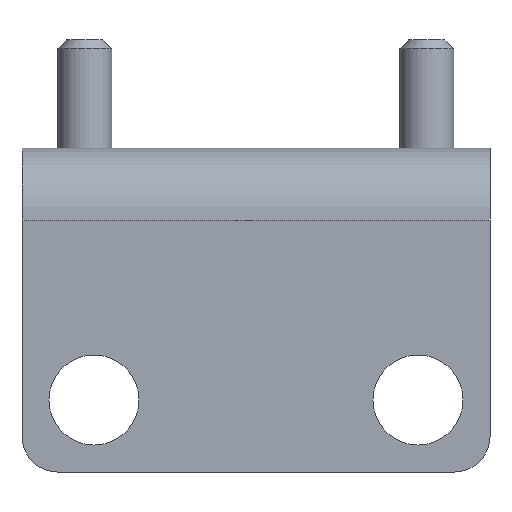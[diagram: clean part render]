
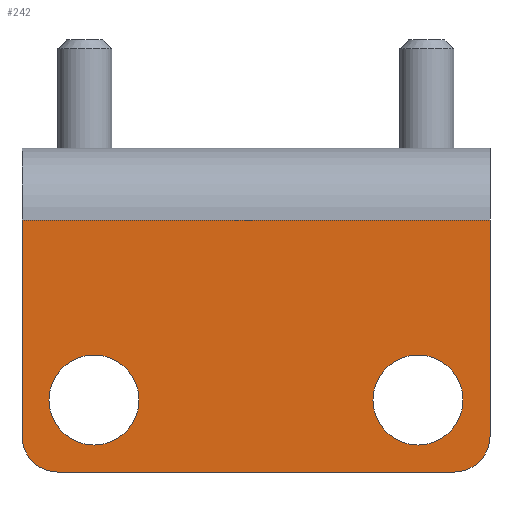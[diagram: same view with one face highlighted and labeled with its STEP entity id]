
A CAD part, front view. The second image highlights one B-rep face of the part: STEP entity #242.
In plain terms, the highlighted planar face has unit normal (0, -1, 0).
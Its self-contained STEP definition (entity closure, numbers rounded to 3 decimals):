
#123=CARTESIAN_POINT('',(26.,0.0,-32.0));
#124=VERTEX_POINT('',#123);
#131=CARTESIAN_POINT('',(22.,0.,-36.0));
#132=VERTEX_POINT('',#131);
#133=CARTESIAN_POINT('',(22.,0.,-32.0));
#134=DIRECTION('',(0.0,1.0,0.0));
#135=DIRECTION('',(0.707,0.0,-0.707));
#136=AXIS2_PLACEMENT_3D('',#133,#134,#135);
#137=CIRCLE('',#136,4.0);
#138=EDGE_CURVE('',#124,#132,#137,.T.);
#155=CARTESIAN_POINT('',(-22.0,0.,-36.0));
#156=VERTEX_POINT('',#155);
#157=CARTESIAN_POINT('',(-22.0,0.,-36.0));
#158=DIRECTION('',(1.0,0.0,0.0));
#159=VECTOR('',#158,44.);
#160=LINE('',#157,#159);
#161=EDGE_CURVE('',#156,#132,#160,.T.);
#180=CARTESIAN_POINT('',(-26.,0.,0.0));
#181=DIRECTION('',(0.0,-1.0,0.0));
#182=DIRECTION('',(0.0,0.0,-1.0));
#183=AXIS2_PLACEMENT_3D('',#180,#181,#182);
#184=PLANE('',#183);
#185=ORIENTED_EDGE('',*,*,#138,.F.);
#186=CARTESIAN_POINT('',(26.,0.0,-8.0));
#187=VERTEX_POINT('',#186);
#188=CARTESIAN_POINT('',(26.,0.0,-8.0));
#189=DIRECTION('',(0.0,0.0,-1.0));
#190=VECTOR('',#189,24.0);
#191=LINE('',#188,#190);
#192=EDGE_CURVE('',#187,#124,#191,.T.);
#193=ORIENTED_EDGE('',*,*,#192,.F.);
#194=CARTESIAN_POINT('',(-26.,0.,-8.0));
#195=VERTEX_POINT('',#194);
#196=CARTESIAN_POINT('',(-26.,0.,-8.0));
#197=DIRECTION('',(1.0,0.0,0.0));
#198=VECTOR('',#197,52.0);
#199=LINE('',#196,#198);
#200=EDGE_CURVE('',#195,#187,#199,.T.);
#201=ORIENTED_EDGE('',*,*,#200,.F.);
#202=CARTESIAN_POINT('',(-26.,0.,-32.0));
#203=VERTEX_POINT('',#202);
#204=CARTESIAN_POINT('',(-26.,0.,-8.0));
#205=DIRECTION('',(0.0,0.0,-1.0));
#206=VECTOR('',#205,24.0);
#207=LINE('',#204,#206);
#208=EDGE_CURVE('',#195,#203,#207,.T.);
#209=ORIENTED_EDGE('',*,*,#208,.T.);
#210=CARTESIAN_POINT('',(-22.,0.,-32.0));
#211=DIRECTION('',(0.0,1.0,0.0));
#212=DIRECTION('',(-0.707,0.0,-0.707));
#213=AXIS2_PLACEMENT_3D('',#210,#211,#212);
#214=CIRCLE('',#213,4.0);
#215=EDGE_CURVE('',#156,#203,#214,.T.);
#216=ORIENTED_EDGE('',*,*,#215,.F.);
#217=ORIENTED_EDGE('',*,*,#161,.T.);
#218=EDGE_LOOP('',(#185,#193,#201,#209,#216,#217));
#219=FACE_OUTER_BOUND('',#218,.T.);
#220=CARTESIAN_POINT('',(23.0,0.,-28.));
#221=VERTEX_POINT('',#220);
#222=CARTESIAN_POINT('',(18.0,0.,-28.));
#223=DIRECTION('',(0.0,1.0,0.0));
#224=DIRECTION('',(-1.0,0.0,0.0));
#225=AXIS2_PLACEMENT_3D('',#222,#223,#224);
#226=CIRCLE('',#225,5.0);
#227=EDGE_CURVE('',#221,#221,#226,.T.);
#228=ORIENTED_EDGE('',*,*,#227,.T.);
#229=EDGE_LOOP('',(#228));
#230=FACE_BOUND('',#229,.T.);
#231=CARTESIAN_POINT('',(-13.0,0.,-28.));
#232=VERTEX_POINT('',#231);
#233=CARTESIAN_POINT('',(-18.0,0.,-28.));
#234=DIRECTION('',(0.0,1.0,0.0));
#235=DIRECTION('',(-1.0,0.0,0.0));
#236=AXIS2_PLACEMENT_3D('',#233,#234,#235);
#237=CIRCLE('',#236,5.0);
#238=EDGE_CURVE('',#232,#232,#237,.T.);
#239=ORIENTED_EDGE('',*,*,#238,.T.);
#240=EDGE_LOOP('',(#239));
#241=FACE_BOUND('',#240,.T.);
#242=ADVANCED_FACE('',(#219,#230,#241),#184,.T.);
